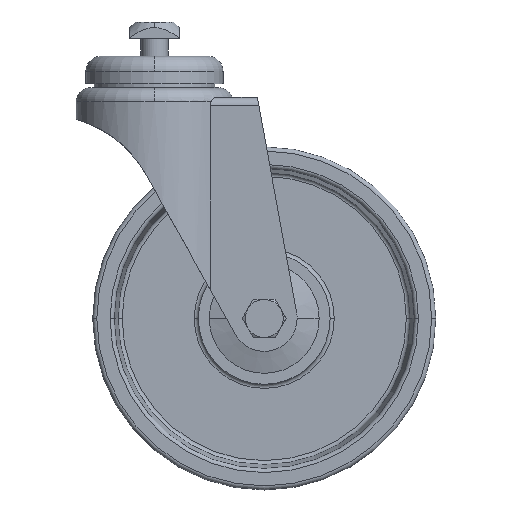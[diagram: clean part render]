
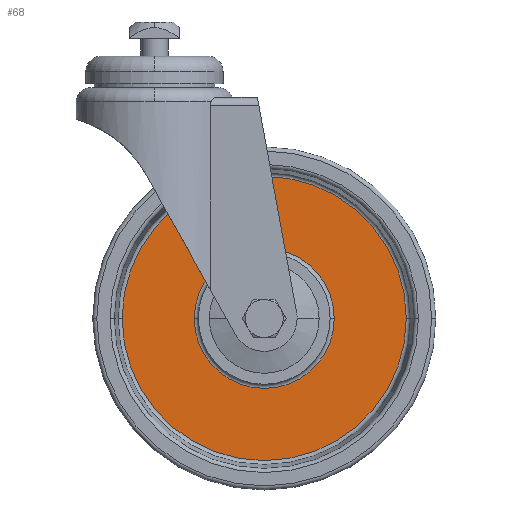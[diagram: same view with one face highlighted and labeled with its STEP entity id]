
A CAD part, front view. The second image highlights one B-rep face of the part: STEP entity #68.
In plain terms, the highlighted planar face has unit normal (0, -1, 0).
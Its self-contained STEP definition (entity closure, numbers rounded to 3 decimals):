
#68 = ADVANCED_FACE ( 'NONE', ( #4943, #2250 ), #3002, .F. ) ;
#127 = CARTESIAN_POINT ( 'NONE',  ( -11.774, -5.5, -95.5 ) ) ;
#492 = DIRECTION ( 'NONE',  ( 0., 1., 0. ) ) ;
#525 = CARTESIAN_POINT ( 'NONE',  ( 40., -5.5, -95.5 ) ) ;
#653 = EDGE_LOOP ( 'NONE', ( #1746, #2824 ) ) ;
#812 = CIRCLE ( 'NONE', #1110, 51.774 ) ;
#837 = AXIS2_PLACEMENT_3D ( 'NONE', #3820, #2177, #1762 ) ;
#910 = VERTEX_POINT ( 'NONE', #2231 ) ;
#952 = DIRECTION ( 'NONE',  ( 0., 1., 0. ) ) ;
#1110 = AXIS2_PLACEMENT_3D ( 'NONE', #525, #492, #1725 ) ;
#1134 = CIRCLE ( 'NONE', #2539, 25.5 ) ;
#1167 = ORIENTED_EDGE ( 'NONE', *, *, #4210, .F. ) ;
#1306 = CARTESIAN_POINT ( 'NONE',  ( 91.774, -5.5, -95.5 ) ) ;
#1337 = CARTESIAN_POINT ( 'NONE',  ( 14.5, -5.5, -95.5 ) ) ;
#1529 = EDGE_CURVE ( 'NONE', #2719, #910, #1134, .T. ) ;
#1664 = EDGE_CURVE ( 'NONE', #4276, #3336, #2102, .T. ) ;
#1725 = DIRECTION ( 'NONE',  ( 0., 0., -1. ) ) ;
#1746 = ORIENTED_EDGE ( 'NONE', *, *, #1529, .T. ) ;
#1762 = DIRECTION ( 'NONE',  ( 0., 0., 1. ) ) ;
#2102 = CIRCLE ( 'NONE', #3053, 51.774 ) ;
#2177 = DIRECTION ( 'NONE',  ( 0., 1., 0. ) ) ;
#2231 = CARTESIAN_POINT ( 'NONE',  ( 65.5, -5.5, -95.5 ) ) ;
#2250 = FACE_BOUND ( 'NONE', #653, .T. ) ;
#2539 = AXIS2_PLACEMENT_3D ( 'NONE', #4408, #4809, #4664 ) ;
#2719 = VERTEX_POINT ( 'NONE', #1337 ) ;
#2824 = ORIENTED_EDGE ( 'NONE', *, *, #4161, .T. ) ;
#2914 = CIRCLE ( 'NONE', #837, 25.5 ) ;
#3002 = PLANE ( 'NONE',  #3245 ) ;
#3053 = AXIS2_PLACEMENT_3D ( 'NONE', #3862, #952, #3452 ) ;
#3245 = AXIS2_PLACEMENT_3D ( 'NONE', #5151, #4658, #4673 ) ;
#3336 = VERTEX_POINT ( 'NONE', #1306 ) ;
#3452 = DIRECTION ( 'NONE',  ( 0., 0., -1. ) ) ;
#3820 = CARTESIAN_POINT ( 'NONE',  ( 40., -5.5, -95.5 ) ) ;
#3862 = CARTESIAN_POINT ( 'NONE',  ( 40., -5.5, -95.5 ) ) ;
#4161 = EDGE_CURVE ( 'NONE', #910, #2719, #2914, .T. ) ;
#4210 = EDGE_CURVE ( 'NONE', #3336, #4276, #812, .T. ) ;
#4276 = VERTEX_POINT ( 'NONE', #127 ) ;
#4375 = EDGE_LOOP ( 'NONE', ( #4407, #1167 ) ) ;
#4407 = ORIENTED_EDGE ( 'NONE', *, *, #1664, .F. ) ;
#4408 = CARTESIAN_POINT ( 'NONE',  ( 40., -5.5, -95.5 ) ) ;
#4658 = DIRECTION ( 'NONE',  ( 0., 1., 0. ) ) ;
#4664 = DIRECTION ( 'NONE',  ( 0., 0., 1. ) ) ;
#4673 = DIRECTION ( 'NONE',  ( 0., 0., -1. ) ) ;
#4809 = DIRECTION ( 'NONE',  ( 0., 1., 0. ) ) ;
#4943 = FACE_OUTER_BOUND ( 'NONE', #4375, .T. ) ;
#5151 = CARTESIAN_POINT ( 'NONE',  ( -16.952, -5.5, -152.452 ) ) ;
